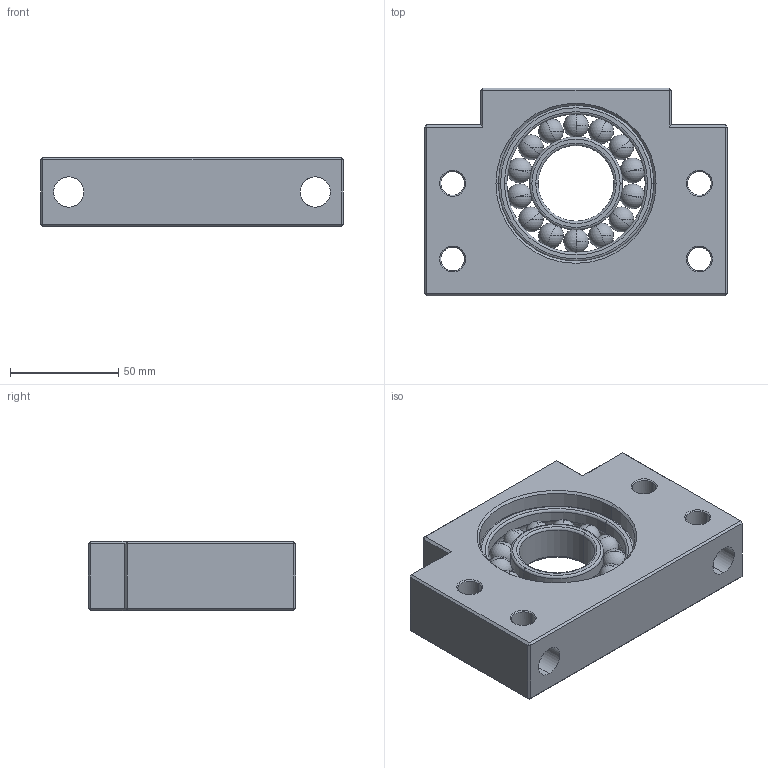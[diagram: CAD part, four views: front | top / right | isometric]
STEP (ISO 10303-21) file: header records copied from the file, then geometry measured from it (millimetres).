
FILE_DESCRIPTION (( 'STEP AP214' ), '1' );
FILE_NAME ('BF35.STEP', '2025-11-07T09:16:14', ( '' ), ( '' ), 'SwSTEP 2.0', 'SolidWorks 2024', '' );
FILE_SCHEMA (( 'AUTOMOTIVE_DESIGN' ));
Length unit declared in the file: millimetre
Products named in the file (1): BF35
Bounding box: 140 x 96 x 32 mm (x, y, z)
Volume: 267822.6 mm3; surface area: 65916.9 mm2
Topology: 17 solids, 17 shells, 445 faces, 1176 edges, 750 vertices
Faces by surface type: plane 214, bspline 105, sphere 42, cylinder 38, cone 24, torus 22
Entity records: 21697 total; most frequent: CARTESIAN_POINT 11653, ORIENTED_EDGE 2184, DIRECTION 1692, EDGE_CURVE 1092, VERTEX_POINT 698, LINE 678, VECTOR 678, AXIS2_PLACEMENT_3D 507
